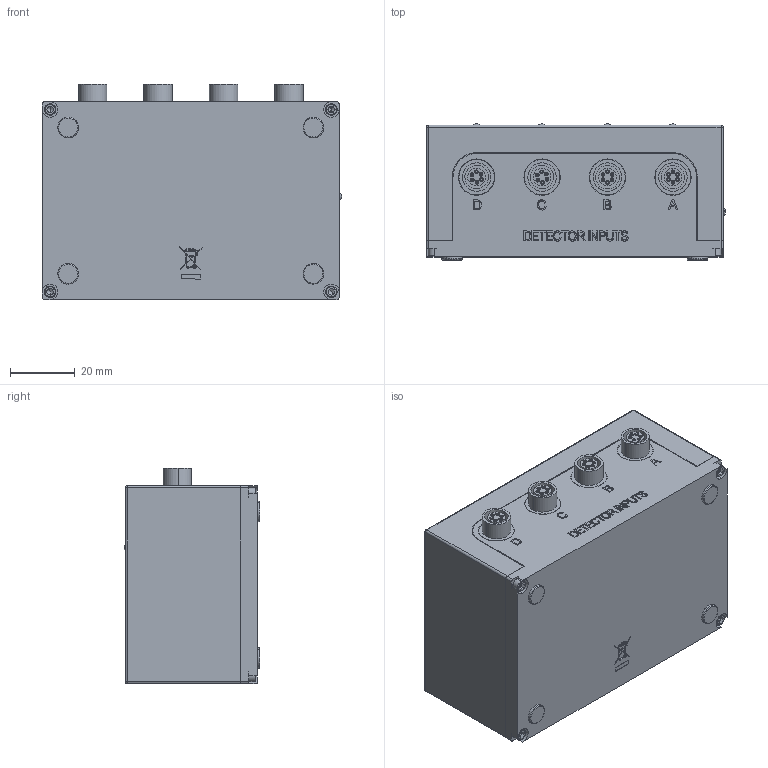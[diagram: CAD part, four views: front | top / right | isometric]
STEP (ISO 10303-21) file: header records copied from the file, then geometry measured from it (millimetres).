
FILE_DESCRIPTION (( 'STEP AP203' ), '1' );
FILE_NAME ('13374-E0W.STEP', '2008-07-10T13:18:24', ( 'Admin' ), ( 'Thorlabs, Inc.' ), 'SwSTEP 2.0', 'SolidWorks 2007', '' );
FILE_SCHEMA (( 'CONFIG_CONTROL_DESIGN' ));
Products named in the file (1): 13374-E0W
Bounding box: 92.23 x 41.91 x 66.29 mm (x, y, z)
Volume: 57288.3 mm3; surface area: 61288.1 mm2
Topology: 17 solids, 21 shells, 2142 faces, 5531 edges, 3624 vertices
Faces by surface type: plane 1275, cylinder 369, bspline 350, cone 92, sphere 30, torus 26
Entity records: 85022 total; most frequent: CARTESIAN_POINT 34824, ORIENTED_EDGE 11010, DIRECTION 8973, EDGE_CURVE 5505, VECTOR 3719, LINE 3719, VERTEX_POINT 3624, AXIS2_PLACEMENT_3D 2627
